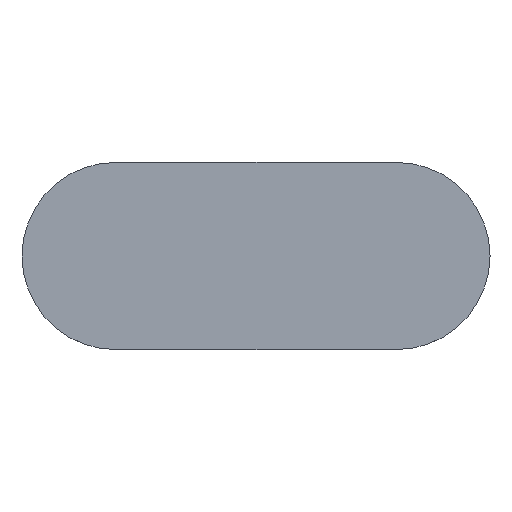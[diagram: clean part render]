
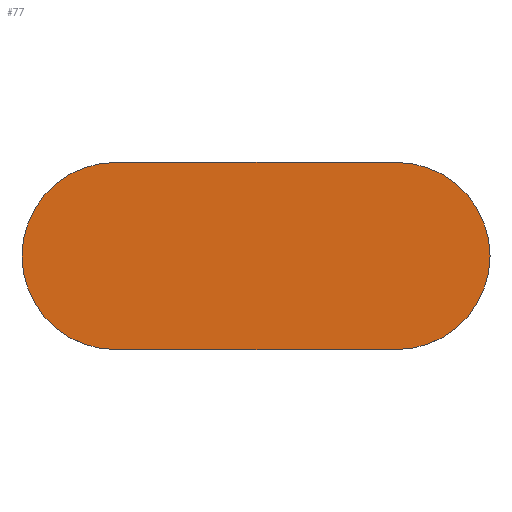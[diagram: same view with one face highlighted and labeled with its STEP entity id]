
A CAD part, top view. The second image highlights one B-rep face of the part: STEP entity #77.
In plain terms, the highlighted planar face has unit normal (0, 0, 1).
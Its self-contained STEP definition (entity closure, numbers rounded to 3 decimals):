
#2 = LINE ( 'NONE', #57, #62 ) ;
#8 = PLANE ( 'NONE',  #224 ) ;
#10 = ORIENTED_EDGE ( 'NONE', *, *, #195, .T. ) ;
#11 = CARTESIAN_POINT ( 'NONE',  ( 61.225, -20.444, 1.5 ) ) ;
#14 = VERTEX_POINT ( 'NONE', #123 ) ;
#17 = CARTESIAN_POINT ( 'NONE',  ( 61.225, 4.556, 1.5 ) ) ;
#24 = ORIENTED_EDGE ( 'NONE', *, *, #191, .T. ) ;
#27 = AXIS2_PLACEMENT_3D ( 'NONE', #199, #180, #112 ) ;
#30 = CARTESIAN_POINT ( 'NONE',  ( 61.225, 4.556, 1.5 ) ) ;
#31 = AXIS2_PLACEMENT_3D ( 'NONE', #30, #193, #165 ) ;
#32 = CARTESIAN_POINT ( 'NONE',  ( 61.225, 29.556, 1.5 ) ) ;
#43 = ORIENTED_EDGE ( 'NONE', *, *, #74, .T. ) ;
#57 = CARTESIAN_POINT ( 'NONE',  ( 61.225, 29.556, 1.5 ) ) ;
#62 = VECTOR ( 'NONE', #216, 1000. ) ;
#74 = EDGE_CURVE ( 'NONE', #14, #86, #136, .T. ) ;
#77 = ADVANCED_FACE ( 'NONE', ( #206 ), #8, .T. ) ;
#83 = ORIENTED_EDGE ( 'NONE', *, *, #209, .T. ) ;
#86 = VERTEX_POINT ( 'NONE', #11 ) ;
#90 = CARTESIAN_POINT ( 'NONE',  ( 136.225, 29.556, 1.5 ) ) ;
#93 = CARTESIAN_POINT ( 'NONE',  ( 61.225, 4.556, 1.5 ) ) ;
#108 = VERTEX_POINT ( 'NONE', #214 ) ;
#111 = CIRCLE ( 'NONE', #135, 25. ) ;
#112 = DIRECTION ( 'NONE',  ( 1., 0., 0. ) ) ;
#113 = VERTEX_POINT ( 'NONE', #90 ) ;
#120 = EDGE_LOOP ( 'NONE', ( #24, #43, #168, #83, #10 ) ) ;
#123 = CARTESIAN_POINT ( 'NONE',  ( 36.225, 4.556, 1.5 ) ) ;
#125 = EDGE_CURVE ( 'NONE', #86, #108, #160, .T. ) ;
#127 = DIRECTION ( 'NONE',  ( 0., 0., 1. ) ) ;
#135 = AXIS2_PLACEMENT_3D ( 'NONE', #17, #232, #197 ) ;
#136 = CIRCLE ( 'NONE', #31, 25. ) ;
#142 = DIRECTION ( 'NONE',  ( 1., 0., 0. ) ) ;
#160 = LINE ( 'NONE', #177, #208 ) ;
#165 = DIRECTION ( 'NONE',  ( 1., 0., 0. ) ) ;
#168 = ORIENTED_EDGE ( 'NONE', *, *, #125, .T. ) ;
#177 = CARTESIAN_POINT ( 'NONE',  ( 61.225, -20.444, 1.5 ) ) ;
#180 = DIRECTION ( 'NONE',  ( 0., 0., 1. ) ) ;
#184 = CIRCLE ( 'NONE', #27, 25. ) ;
#191 = EDGE_CURVE ( 'NONE', #221, #14, #111, .T. ) ;
#193 = DIRECTION ( 'NONE',  ( 0., 0., 1. ) ) ;
#195 = EDGE_CURVE ( 'NONE', #113, #221, #2, .T. ) ;
#197 = DIRECTION ( 'NONE',  ( 1., 0., 0. ) ) ;
#199 = CARTESIAN_POINT ( 'NONE',  ( 136.225, 4.556, 1.5 ) ) ;
#206 = FACE_OUTER_BOUND ( 'NONE', #120, .T. ) ;
#208 = VECTOR ( 'NONE', #230, 1000. ) ;
#209 = EDGE_CURVE ( 'NONE', #108, #113, #184, .T. ) ;
#214 = CARTESIAN_POINT ( 'NONE',  ( 136.225, -20.444, 1.5 ) ) ;
#216 = DIRECTION ( 'NONE',  ( -1., 0., 0. ) ) ;
#221 = VERTEX_POINT ( 'NONE', #32 ) ;
#224 = AXIS2_PLACEMENT_3D ( 'NONE', #93, #127, #142 ) ;
#230 = DIRECTION ( 'NONE',  ( 1., 0., 0. ) ) ;
#232 = DIRECTION ( 'NONE',  ( 0., 0., 1. ) ) ;
